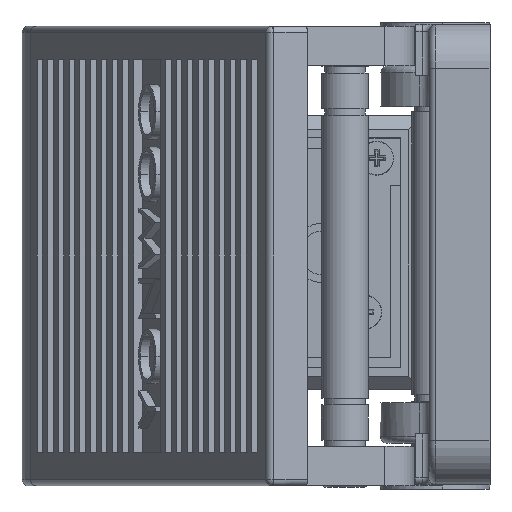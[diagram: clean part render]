
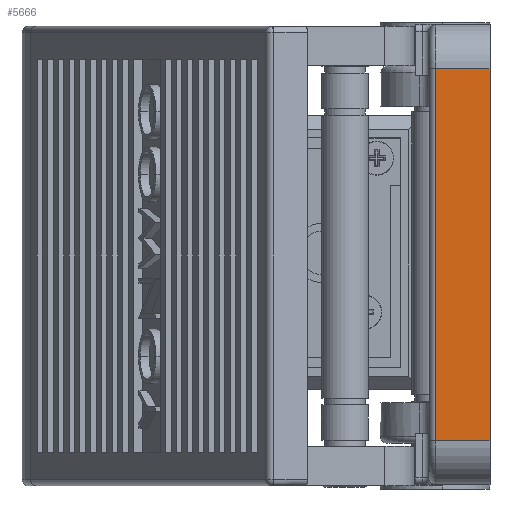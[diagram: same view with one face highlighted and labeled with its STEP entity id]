
A CAD part, left-side view. The second image highlights one B-rep face of the part: STEP entity #5666.
In plain terms, the highlighted face is planar.
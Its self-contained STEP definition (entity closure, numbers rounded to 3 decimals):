
#5666 = ADVANCED_FACE ( 'NONE', ( #12091 ), #14073, .F. ) ;
#7496 = EDGE_CURVE ( 'NONE', #15472, #15471, #12268, .T. ) ;
#7499 = EDGE_CURVE ( 'NONE', #15470, #15469, #12271, .T. ) ;
#7500 = EDGE_CURVE ( 'NONE', #15470, #15472, #12274, .T. ) ;
#7501 = EDGE_CURVE ( 'NONE', #15471, #15469, #12276, .T. ) ;
#10809 = ORIENTED_EDGE ( 'NONE', *, *, #7499, .F. ) ;
#10810 = ORIENTED_EDGE ( 'NONE', *, *, #7500, .T. ) ;
#10811 = ORIENTED_EDGE ( 'NONE', *, *, #7496, .T. ) ;
#10812 = ORIENTED_EDGE ( 'NONE', *, *, #7501, .T. ) ;
#12091 = FACE_OUTER_BOUND ( 'NONE', #25144, .T. ) ;
#12268 = LINE ( 'NONE', #14351, #12269 ) ;
#12269 = VECTOR ( 'NONE', #14352, 1000. ) ;
#12271 = LINE ( 'NONE', #14359, #12273 ) ;
#12273 = VECTOR ( 'NONE', #14360, 1000. ) ;
#12274 = LINE ( 'NONE', #14361, #12275 ) ;
#12275 = VECTOR ( 'NONE', #14362, 1000. ) ;
#12276 = LINE ( 'NONE', #14363, #12277 ) ;
#12277 = VECTOR ( 'NONE', #14364, 1000. ) ;
#14073 = PLANE ( 'NONE',  #31222 ) ;
#14074 = CARTESIAN_POINT ( 'NONE',  ( 48.2, 27.5, 53.987 ) ) ;
#14075 = DIRECTION ( 'NONE',  ( -1., 0., 0. ) ) ;
#14076 = DIRECTION ( 'NONE',  ( 0., -1., 0. ) ) ;
#14351 = CARTESIAN_POINT ( 'NONE',  ( 48.2, -27.5, 53.987 ) ) ;
#14352 = DIRECTION ( 'NONE',  ( 0., 0., -1. ) ) ;
#14359 = CARTESIAN_POINT ( 'NONE',  ( 48.2, 27.5, 53.987 ) ) ;
#14360 = DIRECTION ( 'NONE',  ( 0., 0., -1. ) ) ;
#14361 = CARTESIAN_POINT ( 'NONE',  ( 48.2, 244.971, 8. ) ) ;
#14362 = DIRECTION ( 'NONE',  ( 0., -1., 0. ) ) ;
#14363 = CARTESIAN_POINT ( 'NONE',  ( 48.2, 27.5, 0. ) ) ;
#14364 = DIRECTION ( 'NONE',  ( 0., 1., 0. ) ) ;
#15469 = VERTEX_POINT ( 'NONE', #36500 ) ;
#15470 = VERTEX_POINT ( 'NONE', #36501 ) ;
#15471 = VERTEX_POINT ( 'NONE', #36502 ) ;
#15472 = VERTEX_POINT ( 'NONE', #36503 ) ;
#25144 = EDGE_LOOP ( 'NONE', ( #10809, #10810, #10811, #10812 ) ) ;
#31222 = AXIS2_PLACEMENT_3D ( 'NONE', #14074, #14075, #14076 ) ;
#36500 = CARTESIAN_POINT ( 'NONE',  ( 48.2, 27.5, 0. ) ) ;
#36501 = CARTESIAN_POINT ( 'NONE',  ( 48.2, 27.5, 8. ) ) ;
#36502 = CARTESIAN_POINT ( 'NONE',  ( 48.2, -27.5, 0. ) ) ;
#36503 = CARTESIAN_POINT ( 'NONE',  ( 48.2, -27.5, 8. ) ) ;
